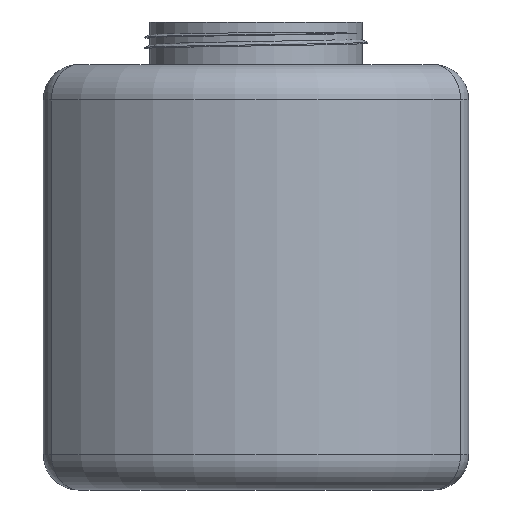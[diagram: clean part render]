
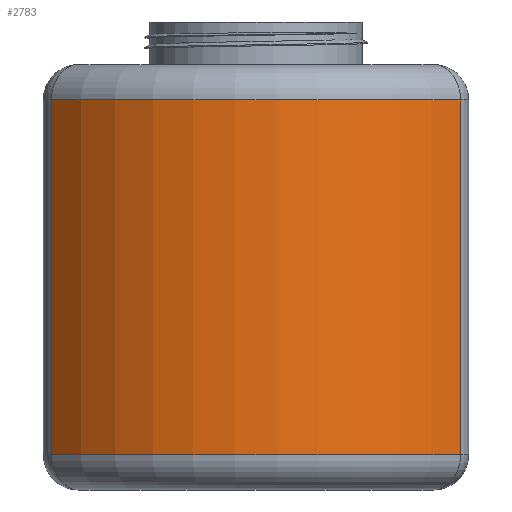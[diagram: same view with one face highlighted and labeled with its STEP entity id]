
A CAD part, front view. The second image highlights one B-rep face of the part: STEP entity #2783.
In plain terms, the highlighted cylindrical face has radius 62.5 mm (diameter 125 mm), a partial arc.
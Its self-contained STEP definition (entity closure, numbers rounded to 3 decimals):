
#1917 = CYLINDRICAL_SURFACE('',#1918,8.333);
#1918 = AXIS2_PLACEMENT_3D('',#1919,#1920,#1921);
#1919 = CARTESIAN_POINT('',(-41.667,-22.111,0.));
#1920 = DIRECTION('',(0.,0.,1.));
#1921 = DIRECTION('',(-1.,0.,0.));
#2204 = VERTEX_POINT('',#2205);
#2205 = CARTESIAN_POINT('',(-48.077,-27.436,
    8.333));
#2227 = EDGE_CURVE('',#2204,#2228,#2230,.T.);
#2228 = VERTEX_POINT('',#2229);
#2229 = CARTESIAN_POINT('',(-48.077,-27.436,
    91.667));
#2230 = SURFACE_CURVE('',#2231,(#2235,#2242),.PCURVE_S1.);
#2231 = LINE('',#2232,#2233);
#2232 = CARTESIAN_POINT('',(-48.077,-27.436,0.));
#2233 = VECTOR('',#2234,1.);
#2234 = DIRECTION('',(0.,0.,1.));
#2235 = PCURVE('',#1917,#2236);
#2236 = DEFINITIONAL_REPRESENTATION('',(#2237),#2241);
#2237 = LINE('',#2238,#2239);
#2238 = CARTESIAN_POINT('',(0.693,0.));
#2239 = VECTOR('',#2240,1.);
#2240 = DIRECTION('',(0.,1.));
#2241 = ( GEOMETRIC_REPRESENTATION_CONTEXT(2) 
PARAMETRIC_REPRESENTATION_CONTEXT() REPRESENTATION_CONTEXT('2D SPACE',''
  ) );
#2242 = PCURVE('',#2243,#2248);
#2243 = CYLINDRICAL_SURFACE('',#2244,62.5);
#2244 = AXIS2_PLACEMENT_3D('',#2245,#2246,#2247);
#2245 = CARTESIAN_POINT('',(0.,12.5,0.));
#2246 = DIRECTION('',(-0.,-0.,-1.));
#2247 = DIRECTION('',(-0.8,-0.6,0.));
#2248 = DEFINITIONAL_REPRESENTATION('',(#2249),#2253);
#2249 = LINE('',#2250,#2251);
#2250 = CARTESIAN_POINT('',(-0.05,0.));
#2251 = VECTOR('',#2252,1.);
#2252 = DIRECTION('',(-0.,-1.));
#2253 = ( GEOMETRIC_REPRESENTATION_CONTEXT(2) 
PARAMETRIC_REPRESENTATION_CONTEXT() REPRESENTATION_CONTEXT('2D SPACE',''
  ) );
#2483 = TOROIDAL_SURFACE('',#2484,54.167,8.333);
#2484 = AXIS2_PLACEMENT_3D('',#2485,#2486,#2487);
#2485 = CARTESIAN_POINT('',(0.,12.5,8.333));
#2486 = DIRECTION('',(-0.,-0.,-1.));
#2487 = DIRECTION('',(-0.8,-0.6,0.));
#2629 = TOROIDAL_SURFACE('',#2630,54.167,8.333);
#2630 = AXIS2_PLACEMENT_3D('',#2631,#2632,#2633);
#2631 = CARTESIAN_POINT('',(0.,12.5,91.667));
#2632 = DIRECTION('',(0.,0.,1.));
#2633 = DIRECTION('',(-0.8,-0.6,0.));
#2783 = ADVANCED_FACE('',(#2784),#2243,.T.);
#2784 = FACE_BOUND('',#2785,.F.);
#2785 = EDGE_LOOP('',(#2786,#2787,#2811,#2839));
#2786 = ORIENTED_EDGE('',*,*,#2227,.T.);
#2787 = ORIENTED_EDGE('',*,*,#2788,.T.);
#2788 = EDGE_CURVE('',#2228,#2789,#2791,.T.);
#2789 = VERTEX_POINT('',#2790);
#2790 = CARTESIAN_POINT('',(48.077,-27.436,
    91.667));
#2791 = SURFACE_CURVE('',#2792,(#2797,#2804),.PCURVE_S1.);
#2792 = CIRCLE('',#2793,62.5);
#2793 = AXIS2_PLACEMENT_3D('',#2794,#2795,#2796);
#2794 = CARTESIAN_POINT('',(0.,12.5,91.667));
#2795 = DIRECTION('',(0.,0.,1.));
#2796 = DIRECTION('',(-0.8,-0.6,0.));
#2797 = PCURVE('',#2243,#2798);
#2798 = DEFINITIONAL_REPRESENTATION('',(#2799),#2803);
#2799 = LINE('',#2800,#2801);
#2800 = CARTESIAN_POINT('',(-0.,-91.667));
#2801 = VECTOR('',#2802,1.);
#2802 = DIRECTION('',(-1.,0.));
#2803 = ( GEOMETRIC_REPRESENTATION_CONTEXT(2) 
PARAMETRIC_REPRESENTATION_CONTEXT() REPRESENTATION_CONTEXT('2D SPACE',''
  ) );
#2804 = PCURVE('',#2629,#2805);
#2805 = DEFINITIONAL_REPRESENTATION('',(#2806),#2810);
#2806 = LINE('',#2807,#2808);
#2807 = CARTESIAN_POINT('',(0.,0.));
#2808 = VECTOR('',#2809,1.);
#2809 = DIRECTION('',(1.,0.));
#2810 = ( GEOMETRIC_REPRESENTATION_CONTEXT(2) 
PARAMETRIC_REPRESENTATION_CONTEXT() REPRESENTATION_CONTEXT('2D SPACE',''
  ) );
#2811 = ORIENTED_EDGE('',*,*,#2812,.F.);
#2812 = EDGE_CURVE('',#2813,#2789,#2815,.T.);
#2813 = VERTEX_POINT('',#2814);
#2814 = CARTESIAN_POINT('',(48.077,-27.436,
    8.333));
#2815 = SURFACE_CURVE('',#2816,(#2820,#2827),.PCURVE_S1.);
#2816 = LINE('',#2817,#2818);
#2817 = CARTESIAN_POINT('',(48.077,-27.436,0.));
#2818 = VECTOR('',#2819,1.);
#2819 = DIRECTION('',(0.,0.,1.));
#2820 = PCURVE('',#2243,#2821);
#2821 = DEFINITIONAL_REPRESENTATION('',(#2822),#2826);
#2822 = LINE('',#2823,#2824);
#2823 = CARTESIAN_POINT('',(-1.805,0.));
#2824 = VECTOR('',#2825,1.);
#2825 = DIRECTION('',(-0.,-1.));
#2826 = ( GEOMETRIC_REPRESENTATION_CONTEXT(2) 
PARAMETRIC_REPRESENTATION_CONTEXT() REPRESENTATION_CONTEXT('2D SPACE',''
  ) );
#2827 = PCURVE('',#2828,#2833);
#2828 = CYLINDRICAL_SURFACE('',#2829,8.333);
#2829 = AXIS2_PLACEMENT_3D('',#2830,#2831,#2832);
#2830 = CARTESIAN_POINT('',(41.667,-22.111,0.));
#2831 = DIRECTION('',(0.,0.,1.));
#2832 = DIRECTION('',(0.769,-0.639,0.));
#2833 = DEFINITIONAL_REPRESENTATION('',(#2834),#2838);
#2834 = LINE('',#2835,#2836);
#2835 = CARTESIAN_POINT('',(0.,0.));
#2836 = VECTOR('',#2837,1.);
#2837 = DIRECTION('',(0.,1.));
#2838 = ( GEOMETRIC_REPRESENTATION_CONTEXT(2) 
PARAMETRIC_REPRESENTATION_CONTEXT() REPRESENTATION_CONTEXT('2D SPACE',''
  ) );
#2839 = ORIENTED_EDGE('',*,*,#2840,.F.);
#2840 = EDGE_CURVE('',#2204,#2813,#2841,.T.);
#2841 = SURFACE_CURVE('',#2842,(#2847,#2854),.PCURVE_S1.);
#2842 = CIRCLE('',#2843,62.5);
#2843 = AXIS2_PLACEMENT_3D('',#2844,#2845,#2846);
#2844 = CARTESIAN_POINT('',(0.,12.5,8.333));
#2845 = DIRECTION('',(0.,0.,1.));
#2846 = DIRECTION('',(-0.8,-0.6,0.));
#2847 = PCURVE('',#2243,#2848);
#2848 = DEFINITIONAL_REPRESENTATION('',(#2849),#2853);
#2849 = LINE('',#2850,#2851);
#2850 = CARTESIAN_POINT('',(-0.,-8.333));
#2851 = VECTOR('',#2852,1.);
#2852 = DIRECTION('',(-1.,0.));
#2853 = ( GEOMETRIC_REPRESENTATION_CONTEXT(2) 
PARAMETRIC_REPRESENTATION_CONTEXT() REPRESENTATION_CONTEXT('2D SPACE',''
  ) );
#2854 = PCURVE('',#2483,#2855);
#2855 = DEFINITIONAL_REPRESENTATION('',(#2856),#2860);
#2856 = LINE('',#2857,#2858);
#2857 = CARTESIAN_POINT('',(-0.,0.));
#2858 = VECTOR('',#2859,1.);
#2859 = DIRECTION('',(-1.,0.));
#2860 = ( GEOMETRIC_REPRESENTATION_CONTEXT(2) 
PARAMETRIC_REPRESENTATION_CONTEXT() REPRESENTATION_CONTEXT('2D SPACE',''
  ) );
